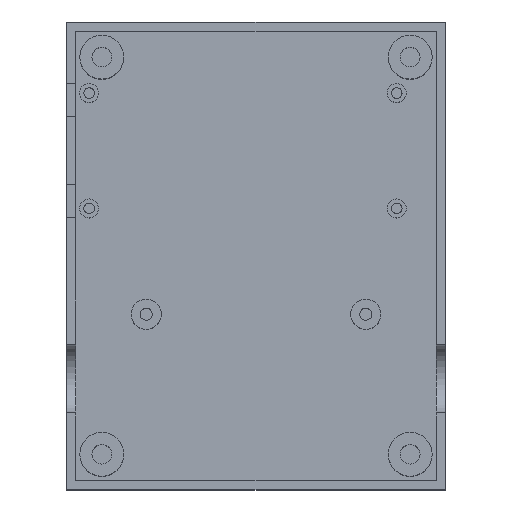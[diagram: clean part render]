
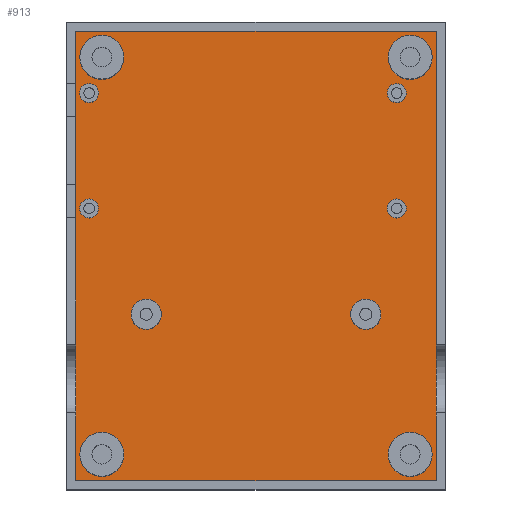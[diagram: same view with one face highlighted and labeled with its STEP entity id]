
A CAD part, top view. The second image highlights one B-rep face of the part: STEP entity #913.
In plain terms, the highlighted planar face has unit normal (0, 0, 1).
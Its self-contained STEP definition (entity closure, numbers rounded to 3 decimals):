
#21=FACE_BOUND('',#206,.T.);
#22=FACE_BOUND('',#207,.T.);
#23=FACE_BOUND('',#208,.T.);
#24=FACE_BOUND('',#209,.T.);
#25=FACE_BOUND('',#210,.T.);
#26=FACE_BOUND('',#211,.T.);
#27=FACE_BOUND('',#212,.T.);
#28=FACE_BOUND('',#213,.T.);
#29=FACE_BOUND('',#214,.T.);
#30=FACE_BOUND('',#215,.T.);
#38=CIRCLE('',#947,2.9);
#43=CIRCLE('',#961,2.9);
#47=CIRCLE('',#970,1.25);
#51=CIRCLE('',#977,1.25);
#55=CIRCLE('',#984,1.25);
#59=CIRCLE('',#991,1.25);
#61=CIRCLE('',#1004,2.);
#62=CIRCLE('',#1005,2.);
#63=CIRCLE('',#1006,2.9);
#64=CIRCLE('',#1007,2.9);
#137=FACE_OUTER_BOUND('',#205,.T.);
#205=EDGE_LOOP('',(#719,#720,#721,#722));
#206=EDGE_LOOP('',(#723));
#207=EDGE_LOOP('',(#724));
#208=EDGE_LOOP('',(#725));
#209=EDGE_LOOP('',(#726));
#210=EDGE_LOOP('',(#727));
#211=EDGE_LOOP('',(#728));
#212=EDGE_LOOP('',(#729));
#213=EDGE_LOOP('',(#730));
#214=EDGE_LOOP('',(#731));
#215=EDGE_LOOP('',(#732));
#262=LINE('',#1388,#338);
#269=LINE('',#1411,#345);
#298=LINE('',#1511,#374);
#299=LINE('',#1512,#375);
#338=VECTOR('',#1092,10.);
#345=VECTOR('',#1119,10.);
#374=VECTOR('',#1228,10.);
#375=VECTOR('',#1229,10.);
#404=VERTEX_POINT('',#1356);
#415=VERTEX_POINT('',#1386);
#416=VERTEX_POINT('',#1387);
#421=VERTEX_POINT('',#1404);
#422=VERTEX_POINT('',#1410);
#429=VERTEX_POINT('',#1429);
#433=VERTEX_POINT('',#1442);
#437=VERTEX_POINT('',#1455);
#441=VERTEX_POINT('',#1468);
#453=VERTEX_POINT('',#1510);
#454=VERTEX_POINT('',#1513);
#455=VERTEX_POINT('',#1515);
#456=VERTEX_POINT('',#1517);
#457=VERTEX_POINT('',#1519);
#486=EDGE_CURVE('',#404,#404,#38,.T.);
#499=EDGE_CURVE('',#415,#416,#262,.T.);
#508=EDGE_CURVE('',#421,#421,#43,.T.);
#510=EDGE_CURVE('',#415,#422,#269,.T.);
#519=EDGE_CURVE('',#429,#429,#47,.T.);
#525=EDGE_CURVE('',#433,#433,#51,.T.);
#531=EDGE_CURVE('',#437,#437,#55,.T.);
#537=EDGE_CURVE('',#441,#441,#59,.T.);
#556=EDGE_CURVE('',#453,#416,#298,.T.);
#557=EDGE_CURVE('',#422,#453,#299,.T.);
#558=EDGE_CURVE('',#454,#454,#61,.T.);
#559=EDGE_CURVE('',#455,#455,#62,.T.);
#560=EDGE_CURVE('',#456,#456,#63,.T.);
#561=EDGE_CURVE('',#457,#457,#64,.T.);
#719=ORIENTED_EDGE('',*,*,#510,.F.);
#720=ORIENTED_EDGE('',*,*,#499,.T.);
#721=ORIENTED_EDGE('',*,*,#556,.F.);
#722=ORIENTED_EDGE('',*,*,#557,.F.);
#723=ORIENTED_EDGE('',*,*,#537,.T.);
#724=ORIENTED_EDGE('',*,*,#531,.T.);
#725=ORIENTED_EDGE('',*,*,#525,.T.);
#726=ORIENTED_EDGE('',*,*,#508,.T.);
#727=ORIENTED_EDGE('',*,*,#486,.T.);
#728=ORIENTED_EDGE('',*,*,#519,.T.);
#729=ORIENTED_EDGE('',*,*,#558,.T.);
#730=ORIENTED_EDGE('',*,*,#559,.T.);
#731=ORIENTED_EDGE('',*,*,#560,.T.);
#732=ORIENTED_EDGE('',*,*,#561,.T.);
#861=PLANE('',#1003);
#913=ADVANCED_FACE('',(#137,#21,#22,#23,#24,#25,#26,#27,#28,#29,#30),#861,
 .T.);
#947=AXIS2_PLACEMENT_3D('',#1358,#1067,#1068);
#961=AXIS2_PLACEMENT_3D('',#1406,#1112,#1113);
#970=AXIS2_PLACEMENT_3D('',#1430,#1137,#1138);
#977=AXIS2_PLACEMENT_3D('',#1443,#1153,#1154);
#984=AXIS2_PLACEMENT_3D('',#1456,#1169,#1170);
#991=AXIS2_PLACEMENT_3D('',#1469,#1185,#1186);
#1003=AXIS2_PLACEMENT_3D('',#1509,#1226,#1227);
#1004=AXIS2_PLACEMENT_3D('',#1514,#1230,#1231);
#1005=AXIS2_PLACEMENT_3D('',#1516,#1232,#1233);
#1006=AXIS2_PLACEMENT_3D('',#1518,#1234,#1235);
#1007=AXIS2_PLACEMENT_3D('',#1520,#1236,#1237);
#1067=DIRECTION('center_axis',(0.,0.,-1.));
#1068=DIRECTION('ref_axis',(-1.,0.,0.));
#1092=DIRECTION('',(-1.,0.,0.));
#1112=DIRECTION('center_axis',(0.,0.,-1.));
#1113=DIRECTION('ref_axis',(-1.,0.,0.));
#1119=DIRECTION('',(0.,-1.,0.));
#1137=DIRECTION('center_axis',(0.,0.,
-1.));
#1138=DIRECTION('ref_axis',(0.,1.,0.));
#1153=DIRECTION('center_axis',(0.,0.,
-1.));
#1154=DIRECTION('ref_axis',(0.,1.,0.));
#1169=DIRECTION('center_axis',(0.,0.,
-1.));
#1170=DIRECTION('ref_axis',(0.,1.,0.));
#1185=DIRECTION('center_axis',(0.,0.,
-1.));
#1186=DIRECTION('ref_axis',(0.,1.,0.));
#1226=DIRECTION('center_axis',(0.,0.,1.));
#1227=DIRECTION('ref_axis',(0.,1.,0.));
#1228=DIRECTION('',(0.,1.,0.));
#1229=DIRECTION('',(-1.,0.,0.));
#1230=DIRECTION('center_axis',(0.,0.,-1.));
#1231=DIRECTION('ref_axis',(1.,0.,0.));
#1232=DIRECTION('center_axis',(0.,0.,-1.));
#1233=DIRECTION('ref_axis',(1.,0.,0.));
#1234=DIRECTION('center_axis',(0.,0.,-1.));
#1235=DIRECTION('ref_axis',(-1.,0.,0.));
#1236=DIRECTION('center_axis',(0.,0.,-1.));
#1237=DIRECTION('ref_axis',(-1.,0.,0.));
#1356=CARTESIAN_POINT('',(-17.465,42.435,-10.));
#1358=CARTESIAN_POINT('Origin',(-20.365,42.435,-10.));
#1386=CARTESIAN_POINT('',(23.83,45.9,-10.));
#1387=CARTESIAN_POINT('',(-23.83,45.9,-10.));
#1388=CARTESIAN_POINT('',(23.83,45.9,-10.));
#1404=CARTESIAN_POINT('',(23.265,42.435,-10.));
#1406=CARTESIAN_POINT('Origin',(20.365,42.435,-10.));
#1410=CARTESIAN_POINT('',(23.83,-13.5,-10.));
#1411=CARTESIAN_POINT('',(23.83,-7.65,-10.));
#1429=CARTESIAN_POINT('',(-22.05,21.23,-10.));
#1430=CARTESIAN_POINT('Origin',(-22.05,22.48,-10.));
#1442=CARTESIAN_POINT('',(-22.05,36.47,-10.));
#1443=CARTESIAN_POINT('Origin',(-22.05,37.72,-10.));
#1455=CARTESIAN_POINT('',(18.59,21.23,-10.));
#1456=CARTESIAN_POINT('Origin',(18.59,22.48,-10.));
#1468=CARTESIAN_POINT('',(18.59,36.47,-10.));
#1469=CARTESIAN_POINT('Origin',(18.59,37.72,-10.));
#1509=CARTESIAN_POINT('Origin',(23.83,-6.5,-10.));
#1510=CARTESIAN_POINT('',(-23.83,-13.5,-10.));
#1511=CARTESIAN_POINT('',(-23.83,0.,-10.));
#1512=CARTESIAN_POINT('',(23.83,-13.5,-10.));
#1513=CARTESIAN_POINT('',(12.5,8.5,-10.));
#1514=CARTESIAN_POINT('Origin',(14.5,8.5,-10.));
#1515=CARTESIAN_POINT('',(-16.5,8.5,-10.));
#1516=CARTESIAN_POINT('Origin',(-14.5,8.5,-10.));
#1517=CARTESIAN_POINT('',(-17.465,-10.035,-10.));
#1518=CARTESIAN_POINT('Origin',(-20.365,-10.035,-10.));
#1519=CARTESIAN_POINT('',(23.265,-10.035,-10.));
#1520=CARTESIAN_POINT('Origin',(20.365,-10.035,-10.));
